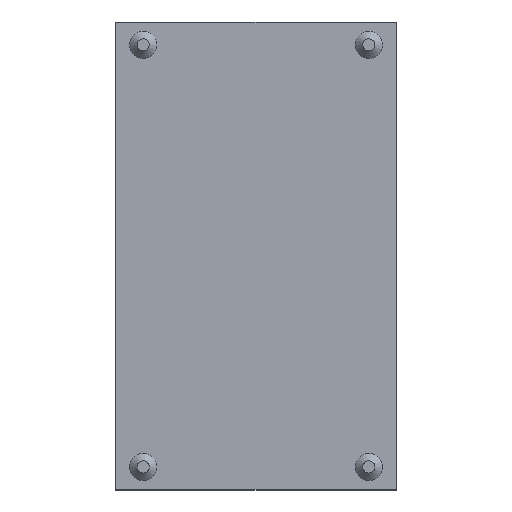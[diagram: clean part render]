
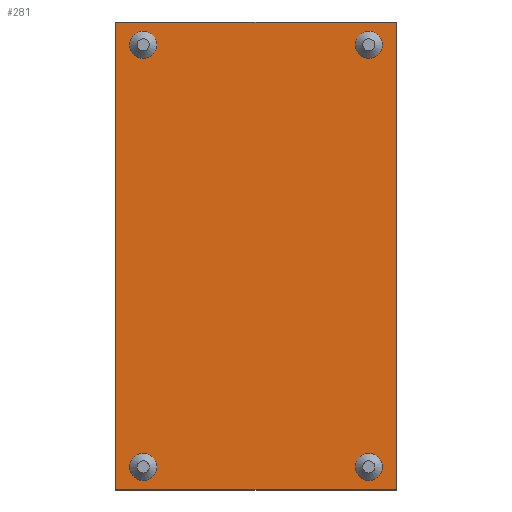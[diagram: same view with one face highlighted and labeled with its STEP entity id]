
A CAD part, top view. The second image highlights one B-rep face of the part: STEP entity #281.
In plain terms, the highlighted planar face has unit normal (0, 0, 1).
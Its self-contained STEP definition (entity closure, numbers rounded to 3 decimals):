
#15=FACE_BOUND('',#68,.T.);
#16=FACE_BOUND('',#69,.T.);
#17=FACE_BOUND('',#70,.T.);
#18=FACE_BOUND('',#71,.T.);
#27=PLANE('',#338);
#49=FACE_OUTER_BOUND('',#67,.T.);
#67=EDGE_LOOP('',(#249,#250,#251,#252));
#68=EDGE_LOOP('',(#253));
#69=EDGE_LOOP('',(#254));
#70=EDGE_LOOP('',(#255));
#71=EDGE_LOOP('',(#256));
#83=LINE('',#490,#103);
#86=LINE('',#496,#106);
#89=LINE('',#502,#109);
#92=LINE('',#506,#112);
#103=VECTOR('',#410,10.);
#106=VECTOR('',#415,10.);
#109=VECTOR('',#420,10.);
#112=VECTOR('',#425,10.);
#116=CIRCLE('',#311,1.45);
#120=CIRCLE('',#318,1.45);
#124=CIRCLE('',#325,1.45);
#128=CIRCLE('',#332,1.45);
#132=VERTEX_POINT('',#440);
#136=VERTEX_POINT('',#453);
#140=VERTEX_POINT('',#466);
#144=VERTEX_POINT('',#479);
#147=VERTEX_POINT('',#487);
#148=VERTEX_POINT('',#489);
#150=VERTEX_POINT('',#495);
#152=VERTEX_POINT('',#501);
#158=EDGE_CURVE('',#132,#132,#116,.T.);
#164=EDGE_CURVE('',#136,#136,#120,.T.);
#170=EDGE_CURVE('',#140,#140,#124,.T.);
#176=EDGE_CURVE('',#144,#144,#128,.T.);
#179=EDGE_CURVE('',#148,#147,#83,.T.);
#182=EDGE_CURVE('',#150,#148,#86,.T.);
#185=EDGE_CURVE('',#152,#150,#89,.T.);
#188=EDGE_CURVE('',#147,#152,#92,.T.);
#249=ORIENTED_EDGE('',*,*,#188,.T.);
#250=ORIENTED_EDGE('',*,*,#185,.T.);
#251=ORIENTED_EDGE('',*,*,#182,.T.);
#252=ORIENTED_EDGE('',*,*,#179,.T.);
#253=ORIENTED_EDGE('',*,*,#158,.T.);
#254=ORIENTED_EDGE('',*,*,#176,.T.);
#255=ORIENTED_EDGE('',*,*,#170,.T.);
#256=ORIENTED_EDGE('',*,*,#164,.T.);
#281=ADVANCED_FACE('',(#49,#15,#16,#17,#18),#27,.T.);
#311=AXIS2_PLACEMENT_3D('',#442,#354,#355);
#318=AXIS2_PLACEMENT_3D('',#455,#370,#371);
#325=AXIS2_PLACEMENT_3D('',#468,#386,#387);
#332=AXIS2_PLACEMENT_3D('',#481,#402,#403);
#338=AXIS2_PLACEMENT_3D('',#507,#426,#427);
#354=DIRECTION('center_axis',(0.,0.,-1.));
#355=DIRECTION('ref_axis',(-1.,0.,0.));
#370=DIRECTION('center_axis',(0.,0.,-1.));
#371=DIRECTION('ref_axis',(-1.,0.,0.));
#386=DIRECTION('center_axis',(0.,0.,-1.));
#387=DIRECTION('ref_axis',(-1.,0.,0.));
#402=DIRECTION('center_axis',(0.,0.,-1.));
#403=DIRECTION('ref_axis',(-1.,0.,0.));
#410=DIRECTION('',(0.,1.,0.));
#415=DIRECTION('',(1.,0.,0.));
#420=DIRECTION('',(0.,-1.,0.));
#425=DIRECTION('',(-1.,0.,0.));
#426=DIRECTION('center_axis',(0.,0.,1.));
#427=DIRECTION('ref_axis',(1.,0.,0.));
#440=CARTESIAN_POINT('',(10.6,-22.55,1.));
#442=CARTESIAN_POINT('Origin',(12.05,-22.55,1.));
#453=CARTESIAN_POINT('',(10.6,22.55,1.));
#455=CARTESIAN_POINT('Origin',(12.05,22.55,1.));
#466=CARTESIAN_POINT('',(-13.5,22.55,1.));
#468=CARTESIAN_POINT('Origin',(-12.05,22.55,1.));
#479=CARTESIAN_POINT('',(-13.5,-22.55,1.));
#481=CARTESIAN_POINT('Origin',(-12.05,-22.55,1.));
#487=CARTESIAN_POINT('',(15.,25.,1.));
#489=CARTESIAN_POINT('',(15.,-25.,1.));
#490=CARTESIAN_POINT('',(15.,-25.,1.));
#495=CARTESIAN_POINT('',(-15.,-25.,1.));
#496=CARTESIAN_POINT('',(-15.,-25.,1.));
#501=CARTESIAN_POINT('',(-15.,25.,1.));
#502=CARTESIAN_POINT('',(-15.,25.,1.));
#506=CARTESIAN_POINT('',(15.,25.,1.));
#507=CARTESIAN_POINT('Origin',(0.,0.,1.));
